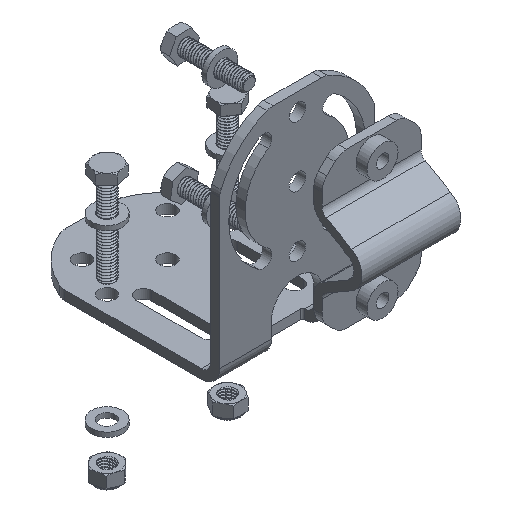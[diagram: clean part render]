
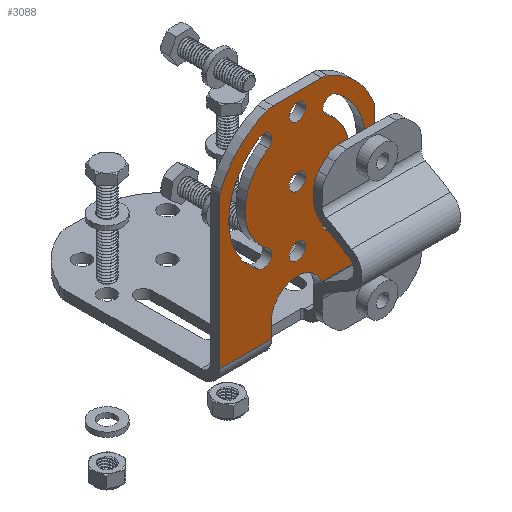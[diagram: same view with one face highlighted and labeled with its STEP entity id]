
A CAD part, isometric view. The second image highlights one B-rep face of the part: STEP entity #3088.
In plain terms, the highlighted face is planar.
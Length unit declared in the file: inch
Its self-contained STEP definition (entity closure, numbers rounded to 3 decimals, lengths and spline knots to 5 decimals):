
#266=FACE_BOUND('',#662,.T.);
#267=FACE_BOUND('',#663,.T.);
#268=FACE_BOUND('',#664,.T.);
#269=FACE_BOUND('',#665,.T.);
#270=FACE_BOUND('',#666,.T.);
#330=PLANE('',#3422);
#436=FACE_OUTER_BOUND('',#661,.T.);
#661=EDGE_LOOP('',(#2370,#2371,#2372,#2373,#2374,#2375,#2376,#2377,#2378,
#2379,#2380,#2381,#2382,#2383));
#662=EDGE_LOOP('',(#2384,#2385,#2386,#2387));
#663=EDGE_LOOP('',(#2388));
#664=EDGE_LOOP('',(#2389));
#665=EDGE_LOOP('',(#2390));
#666=EDGE_LOOP('',(#2391,#2392,#2393,#2394));
#863=LINE('',#4733,#1021);
#894=LINE('',#4878,#1052);
#896=LINE('',#4883,#1054);
#897=LINE('',#4888,#1055);
#898=LINE('',#4891,#1056);
#909=LINE('',#4926,#1067);
#918=LINE('',#4970,#1076);
#1021=VECTOR('',#3768,0.3937);
#1052=VECTOR('',#3903,0.3937);
#1054=VECTOR('',#3909,0.3937);
#1055=VECTOR('',#3914,0.3937);
#1056=VECTOR('',#3919,0.3937);
#1067=VECTOR('',#3978,0.3937);
#1076=VECTOR('',#4033,0.3937);
#1165=CIRCLE('',#3285,0.25);
#1183=CIRCLE('',#3305,1.25);
#1184=CIRCLE('',#3307,0.25);
#1185=CIRCLE('',#3309,0.25);
#1186=CIRCLE('',#3311,1.25);
#1187=CIRCLE('',#3313,0.25);
#1234=CIRCLE('',#3398,0.125);
#1235=CIRCLE('',#3400,0.79);
#1236=CIRCLE('',#3402,0.125);
#1237=CIRCLE('',#3404,1.04);
#1238=CIRCLE('',#3406,0.125);
#1239=CIRCLE('',#3408,0.125);
#1240=CIRCLE('',#3410,0.125);
#1241=CIRCLE('',#3412,0.125);
#1242=CIRCLE('',#3414,1.04);
#1243=CIRCLE('',#3416,0.125);
#1244=CIRCLE('',#3418,0.79);
#1245=CIRCLE('',#3421,0.39);
#1350=VERTEX_POINT('',#4657);
#1351=VERTEX_POINT('',#4659);
#1375=VERTEX_POINT('',#4711);
#1376=VERTEX_POINT('',#4715);
#1377=VERTEX_POINT('',#4719);
#1378=VERTEX_POINT('',#4720);
#1379=VERTEX_POINT('',#4725);
#1380=VERTEX_POINT('',#4729);
#1441=VERTEX_POINT('',#4874);
#1442=VERTEX_POINT('',#4876);
#1443=VERTEX_POINT('',#4881);
#1444=VERTEX_POINT('',#4885);
#1445=VERTEX_POINT('',#4887);
#1446=VERTEX_POINT('',#4928);
#1447=VERTEX_POINT('',#4930);
#1448=VERTEX_POINT('',#4934);
#1449=VERTEX_POINT('',#4938);
#1450=VERTEX_POINT('',#4944);
#1451=VERTEX_POINT('',#4947);
#1452=VERTEX_POINT('',#4950);
#1453=VERTEX_POINT('',#4953);
#1454=VERTEX_POINT('',#4955);
#1455=VERTEX_POINT('',#4959);
#1456=VERTEX_POINT('',#4963);
#1457=VERTEX_POINT('',#4969);
#1650=EDGE_CURVE('',#1350,#1351,#1165,.T.);
#1676=EDGE_CURVE('',#1375,#1351,#1183,.T.);
#1678=EDGE_CURVE('',#1375,#1376,#1184,.T.);
#1680=EDGE_CURVE('',#1377,#1378,#1185,.T.);
#1684=EDGE_CURVE('',#1377,#1379,#1186,.T.);
#1686=EDGE_CURVE('',#1380,#1379,#1187,.T.);
#1687=EDGE_CURVE('',#1376,#1380,#863,.T.);
#1760=EDGE_CURVE('',#1442,#1441,#894,.T.);
#1763=EDGE_CURVE('',#1442,#1443,#896,.T.);
#1765=EDGE_CURVE('',#1444,#1445,#897,.T.);
#1767=EDGE_CURVE('',#1378,#1444,#898,.T.);
#1781=EDGE_CURVE('',#1350,#1441,#909,.T.);
#1783=EDGE_CURVE('',#1447,#1446,#1234,.T.);
#1785=EDGE_CURVE('',#1448,#1447,#1235,.T.);
#1787=EDGE_CURVE('',#1449,#1448,#1236,.T.);
#1789=EDGE_CURVE('',#1446,#1449,#1237,.T.);
#1790=EDGE_CURVE('',#1450,#1450,#1238,.T.);
#1791=EDGE_CURVE('',#1451,#1451,#1239,.T.);
#1792=EDGE_CURVE('',#1452,#1452,#1240,.T.);
#1794=EDGE_CURVE('',#1454,#1453,#1241,.T.);
#1796=EDGE_CURVE('',#1455,#1454,#1242,.T.);
#1798=EDGE_CURVE('',#1456,#1455,#1243,.T.);
#1800=EDGE_CURVE('',#1453,#1456,#1244,.T.);
#1801=EDGE_CURVE('',#1457,#1445,#918,.T.);
#1803=EDGE_CURVE('',#1443,#1457,#1245,.T.);
#2370=ORIENTED_EDGE('',*,*,#1650,.F.);
#2371=ORIENTED_EDGE('',*,*,#1781,.T.);
#2372=ORIENTED_EDGE('',*,*,#1760,.F.);
#2373=ORIENTED_EDGE('',*,*,#1763,.T.);
#2374=ORIENTED_EDGE('',*,*,#1803,.T.);
#2375=ORIENTED_EDGE('',*,*,#1801,.T.);
#2376=ORIENTED_EDGE('',*,*,#1765,.F.);
#2377=ORIENTED_EDGE('',*,*,#1767,.F.);
#2378=ORIENTED_EDGE('',*,*,#1680,.F.);
#2379=ORIENTED_EDGE('',*,*,#1684,.T.);
#2380=ORIENTED_EDGE('',*,*,#1686,.F.);
#2381=ORIENTED_EDGE('',*,*,#1687,.F.);
#2382=ORIENTED_EDGE('',*,*,#1678,.F.);
#2383=ORIENTED_EDGE('',*,*,#1676,.T.);
#2384=ORIENTED_EDGE('',*,*,#1787,.T.);
#2385=ORIENTED_EDGE('',*,*,#1785,.T.);
#2386=ORIENTED_EDGE('',*,*,#1783,.T.);
#2387=ORIENTED_EDGE('',*,*,#1789,.T.);
#2388=ORIENTED_EDGE('',*,*,#1790,.T.);
#2389=ORIENTED_EDGE('',*,*,#1791,.T.);
#2390=ORIENTED_EDGE('',*,*,#1792,.T.);
#2391=ORIENTED_EDGE('',*,*,#1798,.T.);
#2392=ORIENTED_EDGE('',*,*,#1796,.T.);
#2393=ORIENTED_EDGE('',*,*,#1794,.T.);
#2394=ORIENTED_EDGE('',*,*,#1800,.T.);
#3088=ADVANCED_FACE('',(#436,#266,#267,#268,#269,#270),#330,.T.);
#3285=AXIS2_PLACEMENT_3D('',#4660,#3694,#3695);
#3305=AXIS2_PLACEMENT_3D('',#4712,#3742,#3743);
#3307=AXIS2_PLACEMENT_3D('',#4716,#3747,#3748);
#3309=AXIS2_PLACEMENT_3D('',#4721,#3752,#3753);
#3311=AXIS2_PLACEMENT_3D('',#4727,#3759,#3760);
#3313=AXIS2_PLACEMENT_3D('',#4731,#3764,#3765);
#3398=AXIS2_PLACEMENT_3D('',#4931,#3982,#3983);
#3400=AXIS2_PLACEMENT_3D('',#4935,#3987,#3988);
#3402=AXIS2_PLACEMENT_3D('',#4939,#3992,#3993);
#3404=AXIS2_PLACEMENT_3D('',#4942,#3997,#3998);
#3406=AXIS2_PLACEMENT_3D('',#4945,#4001,#4002);
#3408=AXIS2_PLACEMENT_3D('',#4948,#4005,#4006);
#3410=AXIS2_PLACEMENT_3D('',#4951,#4009,#4010);
#3412=AXIS2_PLACEMENT_3D('',#4956,#4014,#4015);
#3414=AXIS2_PLACEMENT_3D('',#4960,#4019,#4020);
#3416=AXIS2_PLACEMENT_3D('',#4964,#4024,#4025);
#3418=AXIS2_PLACEMENT_3D('',#4967,#4029,#4030);
#3421=AXIS2_PLACEMENT_3D('',#4973,#4037,#4038);
#3422=AXIS2_PLACEMENT_3D('',#4974,#4039,#4040);
#3694=DIRECTION('center_axis',(0.,0.,-1.));
#3695=DIRECTION('ref_axis',(-0.981,0.194,0.));
#3742=DIRECTION('center_axis',(0.,0.,1.));
#3743=DIRECTION('ref_axis',(0.33,-0.944,0.));
#3747=DIRECTION('center_axis',(0.,0.,-1.));
#3748=DIRECTION('ref_axis',(-0.187,0.982,0.));
#3752=DIRECTION('center_axis',(0.,0.,-1.));
#3753=DIRECTION('ref_axis',(0.981,0.194,0.));
#3759=DIRECTION('center_axis',(0.,0.,1.));
#3760=DIRECTION('ref_axis',(-0.94,-0.341,0.));
#3764=DIRECTION('center_axis',(0.,0.,-1.));
#3765=DIRECTION('ref_axis',(0.187,0.982,0.));
#3768=DIRECTION('',(1.,0.,0.));
#3903=DIRECTION('',(-1.,0.,0.));
#3909=DIRECTION('',(0.,1.,0.));
#3914=DIRECTION('',(-1.,0.,0.));
#3919=DIRECTION('',(0.,-1.,0.));
#3978=DIRECTION('',(0.,-1.,0.));
#3982=DIRECTION('center_axis',(0.,0.,-1.));
#3983=DIRECTION('ref_axis',(-0.559,-0.829,0.));
#3987=DIRECTION('center_axis',(0.,0.,1.));
#3988=DIRECTION('ref_axis',(0.559,-0.829,0.));
#3992=DIRECTION('center_axis',(0.,0.,-1.));
#3993=DIRECTION('ref_axis',(0.559,-0.829,0.));
#3997=DIRECTION('center_axis',(0.,0.,-1.));
#3998=DIRECTION('ref_axis',(-0.559,0.829,0.));
#4001=DIRECTION('center_axis',(0.,0.,-1.));
#4002=DIRECTION('ref_axis',(-1.,0.,0.));
#4005=DIRECTION('center_axis',(0.,0.,-1.));
#4006=DIRECTION('ref_axis',(-1.,0.,0.));
#4009=DIRECTION('center_axis',(0.,0.,-1.));
#4010=DIRECTION('ref_axis',(-1.,0.,0.));
#4014=DIRECTION('center_axis',(0.,0.,-1.));
#4015=DIRECTION('ref_axis',(-0.559,0.829,0.));
#4019=DIRECTION('center_axis',(0.,0.,-1.));
#4020=DIRECTION('ref_axis',(0.559,-0.829,0.));
#4024=DIRECTION('center_axis',(0.,0.,-1.));
#4025=DIRECTION('ref_axis',(0.559,0.829,0.));
#4029=DIRECTION('center_axis',(0.,0.,1.));
#4030=DIRECTION('ref_axis',(-0.559,0.829,0.));
#4033=DIRECTION('',(0.,-1.,0.));
#4037=DIRECTION('center_axis',(0.,0.,-1.));
#4038=DIRECTION('ref_axis',(1.,0.,0.));
#4039=DIRECTION('center_axis',(0.,0.,1.));
#4040=DIRECTION('ref_axis',(0.,-1.,0.));
#4657=CARTESIAN_POINT('',(0.,2.52997,0.));
#4659=CARTESIAN_POINT('',(0.01875,2.62496,0.));
#4660=CARTESIAN_POINT('Origin',(0.25,2.52997,0.));
#4711=CARTESIAN_POINT('',(0.71555,3.3125,0.));
#4712=CARTESIAN_POINT('Origin',(1.175,2.15,0.));
#4715=CARTESIAN_POINT('',(0.80744,3.33,0.));
#4716=CARTESIAN_POINT('Origin',(0.80744,3.08,0.));
#4719=CARTESIAN_POINT('',(2.33125,2.62496,0.));
#4720=CARTESIAN_POINT('',(2.35,2.52997,0.));
#4721=CARTESIAN_POINT('Origin',(2.1,2.52997,0.));
#4725=CARTESIAN_POINT('',(1.63445,3.3125,0.));
#4727=CARTESIAN_POINT('Origin',(1.175,2.15,0.));
#4729=CARTESIAN_POINT('',(1.54256,3.33,0.));
#4731=CARTESIAN_POINT('Origin',(1.54256,3.08,0.));
#4733=CARTESIAN_POINT('',(0.,3.33,0.));
#4874=CARTESIAN_POINT('',(0.,0.28,0.));
#4876=CARTESIAN_POINT('',(0.785,0.28,0.));
#4878=CARTESIAN_POINT('',(0.,0.28,0.));
#4881=CARTESIAN_POINT('',(0.785,0.52,0.));
#4883=CARTESIAN_POINT('',(0.785,1.665,0.));
#4885=CARTESIAN_POINT('',(2.35,0.28,0.));
#4887=CARTESIAN_POINT('',(1.565,0.28,0.));
#4888=CARTESIAN_POINT('',(0.,0.28,0.));
#4891=CARTESIAN_POINT('',(2.35,3.33,0.));
#4926=CARTESIAN_POINT('',(0.,3.33,0.));
#4928=CARTESIAN_POINT('',(0.59344,1.2878,0.));
#4930=CARTESIAN_POINT('',(0.73324,1.49506,0.));
#4931=CARTESIAN_POINT('Origin',(0.66334,1.39143,0.));
#4934=CARTESIAN_POINT('',(0.73324,2.80494,0.));
#4935=CARTESIAN_POINT('Origin',(1.175,2.15,0.));
#4938=CARTESIAN_POINT('',(0.59344,3.0122,0.));
#4939=CARTESIAN_POINT('Origin',(0.66334,2.90857,0.));
#4942=CARTESIAN_POINT('Origin',(1.175,2.15,0.));
#4944=CARTESIAN_POINT('',(1.3,3.065,0.));
#4945=CARTESIAN_POINT('Origin',(1.175,3.065,0.));
#4947=CARTESIAN_POINT('',(1.3,1.235,0.));
#4948=CARTESIAN_POINT('Origin',(1.175,1.235,0.));
#4950=CARTESIAN_POINT('',(1.3,2.15,0.));
#4951=CARTESIAN_POINT('Origin',(1.175,2.15,0.));
#4953=CARTESIAN_POINT('',(1.61676,1.49506,0.));
#4955=CARTESIAN_POINT('',(1.75656,1.2878,0.));
#4956=CARTESIAN_POINT('Origin',(1.68666,1.39143,0.));
#4959=CARTESIAN_POINT('',(1.75656,3.0122,0.));
#4960=CARTESIAN_POINT('Origin',(1.175,2.15,0.));
#4963=CARTESIAN_POINT('',(1.61676,2.80494,0.));
#4964=CARTESIAN_POINT('Origin',(1.68666,2.90857,0.));
#4967=CARTESIAN_POINT('Origin',(1.175,2.15,0.));
#4969=CARTESIAN_POINT('',(1.565,0.52,0.));
#4970=CARTESIAN_POINT('',(1.565,1.925,0.));
#4973=CARTESIAN_POINT('Origin',(1.175,0.52,0.));
#4974=CARTESIAN_POINT('Origin',(0.,3.33,0.));
